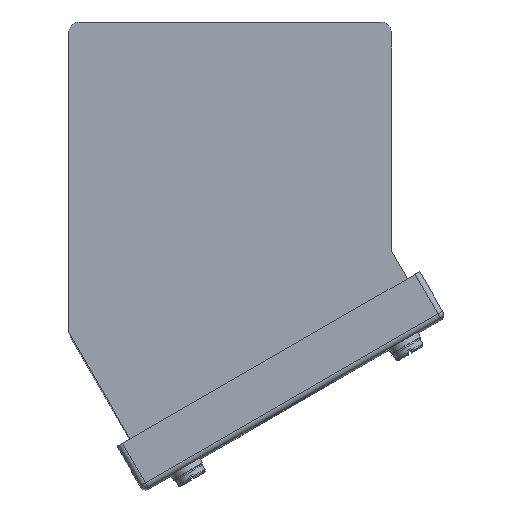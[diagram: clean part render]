
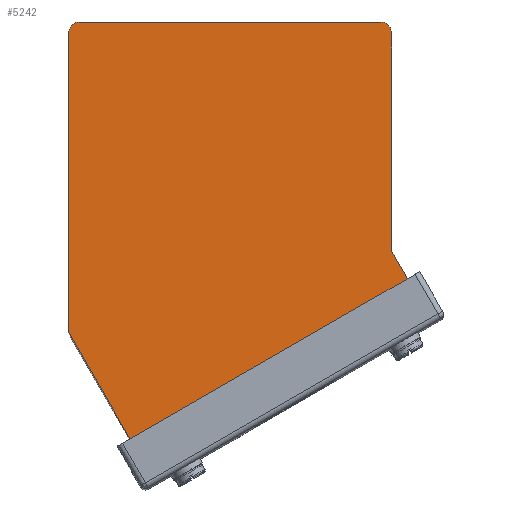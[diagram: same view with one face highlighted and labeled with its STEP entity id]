
A CAD part, top view. The second image highlights one B-rep face of the part: STEP entity #5242.
In plain terms, the highlighted planar face has unit normal (0, 0, 1).
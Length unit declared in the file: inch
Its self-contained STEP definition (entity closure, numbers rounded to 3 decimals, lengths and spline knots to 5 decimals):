
#33 = CARTESIAN_POINT ( 'NONE',  ( 2.71111, 4.81017, 0. ) ) ;
#153 = EDGE_CURVE ( 'NONE', #5389, #1904, #5791, .T. ) ;
#228 = DIRECTION ( 'NONE',  ( 0., 0., -1. ) ) ;
#345 = VECTOR ( 'NONE', #5605, 39.37008 ) ;
#731 = EDGE_CURVE ( 'NONE', #10613, #2026, #12942, .T. ) ;
#1082 = DIRECTION ( 'NONE',  ( 0., 0., -1. ) ) ;
#1199 = CIRCLE ( 'NONE', #5105, 0.12 ) ;
#1242 = AXIS2_PLACEMENT_3D ( 'NONE', #14471, #13251, #12023 ) ;
#1414 = EDGE_CURVE ( 'NONE', #3760, #2310, #10325, .T. ) ;
#1676 = DIRECTION ( 'NONE',  ( -1., 0., 0. ) ) ;
#1710 = CARTESIAN_POINT ( 'NONE',  ( 3.51392, 3.41966, 0. ) ) ;
#1857 = CARTESIAN_POINT ( 'NONE',  ( 3.53, 0.12, 0. ) ) ;
#1904 = VERTEX_POINT ( 'NONE', #13748 ) ;
#1922 = CARTESIAN_POINT ( 'NONE',  ( -0.06, 2.48422, 0. ) ) ;
#2018 = VERTEX_POINT ( 'NONE', #3501 ) ;
#2026 = VERTEX_POINT ( 'NONE', #13221 ) ;
#2195 = ORIENTED_EDGE ( 'NONE', *, *, #5695, .T. ) ;
#2310 = VERTEX_POINT ( 'NONE', #4952 ) ;
#2336 = VECTOR ( 'NONE', #7986, 39.37008 ) ;
#2512 = VECTOR ( 'NONE', #8588, 39.37008 ) ;
#2522 = ORIENTED_EDGE ( 'NONE', *, *, #731, .T. ) ;
#2610 = VERTEX_POINT ( 'NONE', #8726 ) ;
#3108 = DIRECTION ( 'NONE',  ( 0., -1., 0. ) ) ;
#3174 = ORIENTED_EDGE ( 'NONE', *, *, #12916, .F. ) ;
#3176 = DIRECTION ( 'NONE',  ( -1., 0., 0. ) ) ;
#3501 = CARTESIAN_POINT ( 'NONE',  ( 0.12, 0., 0. ) ) ;
#3760 = VERTEX_POINT ( 'NONE', #12976 ) ;
#3970 = LINE ( 'NONE', #12036, #2336 ) ;
#4050 = CARTESIAN_POINT ( 'NONE',  ( 3.41, 0.12, 0. ) ) ;
#4577 = ORIENTED_EDGE ( 'NONE', *, *, #6571, .T. ) ;
#4777 = CIRCLE ( 'NONE', #16161, 0.12 ) ;
#4860 = CIRCLE ( 'NONE', #1242, 0.12 ) ;
#4868 = CARTESIAN_POINT ( 'NONE',  ( -0.32195, 3.05793, 0. ) ) ;
#4939 = CARTESIAN_POINT ( 'NONE',  ( 2.54719, 4.85409, 0. ) ) ;
#4952 = CARTESIAN_POINT ( 'NONE',  ( 3.53, 3.35966, 0. ) ) ;
#5005 = AXIS2_PLACEMENT_3D ( 'NONE', #4050, #1082, #14316 ) ;
#5105 = AXIS2_PLACEMENT_3D ( 'NONE', #12330, #228, #13466 ) ;
#5141 = ORIENTED_EDGE ( 'NONE', *, *, #153, .T. ) ;
#5215 = VECTOR ( 'NONE', #11800, 39.37008 ) ;
#5242 = ADVANCED_FACE ( 'NONE', ( #9763 ), #13732, .T. ) ;
#5389 = VERTEX_POINT ( 'NONE', #4868 ) ;
#5605 = DIRECTION ( 'NONE',  ( 0., 1., 0. ) ) ;
#5630 = CIRCLE ( 'NONE', #5908, 0.06 ) ;
#5679 = DIRECTION ( 'NONE',  ( -1., 0., 0. ) ) ;
#5695 = EDGE_CURVE ( 'NONE', #3760, #7552, #13622, .T. ) ;
#5791 = LINE ( 'NONE', #16792, #12135 ) ;
#5908 = AXIS2_PLACEMENT_3D ( 'NONE', #1922, #7228, #5679 ) ;
#5924 = CARTESIAN_POINT ( 'NONE',  ( 3.41, 3.35966, 0. ) ) ;
#6046 = DIRECTION ( 'NONE',  ( 0., 0., -1. ) ) ;
#6337 = EDGE_LOOP ( 'NONE', ( #3174, #16574, #15962, #2195, #16497, #2522, #8821, #5141, #11652, #4577, #11958, #12705 ) ) ;
#6571 = EDGE_CURVE ( 'NONE', #7628, #2610, #16650, .T. ) ;
#6745 = EDGE_CURVE ( 'NONE', #10269, #2018, #3970, .T. ) ;
#6820 = CARTESIAN_POINT ( 'NONE',  ( 3.53, 3.35966, 0. ) ) ;
#7228 = DIRECTION ( 'NONE',  ( 0., 0., -1. ) ) ;
#7552 = VERTEX_POINT ( 'NONE', #33 ) ;
#7628 = VERTEX_POINT ( 'NONE', #17104 ) ;
#7882 = EDGE_CURVE ( 'NONE', #7552, #10613, #4860, .T. ) ;
#7986 = DIRECTION ( 'NONE',  ( -1., 0., 0. ) ) ;
#8588 = DIRECTION ( 'NONE',  ( -0.5, 0.866, 0. ) ) ;
#8609 = DIRECTION ( 'NONE',  ( -1., 0., 0. ) ) ;
#8726 = CARTESIAN_POINT ( 'NONE',  ( 0., 0.12, 0. ) ) ;
#8765 = CARTESIAN_POINT ( 'NONE',  ( 0., 3.35966, 0. ) ) ;
#8821 = ORIENTED_EDGE ( 'NONE', *, *, #15973, .T. ) ;
#9439 = LINE ( 'NONE', #6820, #345 ) ;
#9763 = FACE_OUTER_BOUND ( 'NONE', #6337, .T. ) ;
#10269 = VERTEX_POINT ( 'NONE', #13230 ) ;
#10325 = CIRCLE ( 'NONE', #14739, 0.12 ) ;
#10613 = VERTEX_POINT ( 'NONE', #4939 ) ;
#10685 = EDGE_CURVE ( 'NONE', #16113, #2310, #9439, .T. ) ;
#10955 = DIRECTION ( 'NONE',  ( 0., 0., 1. ) ) ;
#11171 = CARTESIAN_POINT ( 'NONE',  ( 3.41, 3.35966, 0. ) ) ;
#11342 = EDGE_CURVE ( 'NONE', #2018, #2610, #1199, .T. ) ;
#11652 = ORIENTED_EDGE ( 'NONE', *, *, #16316, .T. ) ;
#11800 = DIRECTION ( 'NONE',  ( -0.866, -0.5, 0. ) ) ;
#11958 = ORIENTED_EDGE ( 'NONE', *, *, #11342, .F. ) ;
#12023 = DIRECTION ( 'NONE',  ( -1., 0., 0. ) ) ;
#12036 = CARTESIAN_POINT ( 'NONE',  ( 3.41, 0., 0. ) ) ;
#12135 = VECTOR ( 'NONE', #15388, 39.37008 ) ;
#12330 = CARTESIAN_POINT ( 'NONE',  ( 0.12, 0.12, 0. ) ) ;
#12483 = CIRCLE ( 'NONE', #5005, 0.12 ) ;
#12705 = ORIENTED_EDGE ( 'NONE', *, *, #6745, .F. ) ;
#12916 = EDGE_CURVE ( 'NONE', #16113, #10269, #12483, .T. ) ;
#12942 = LINE ( 'NONE', #17112, #5215 ) ;
#12976 = CARTESIAN_POINT ( 'NONE',  ( 3.51392, 3.41966, 0. ) ) ;
#13221 = CARTESIAN_POINT ( 'NONE',  ( -0.27803, 3.22186, 0. ) ) ;
#13230 = CARTESIAN_POINT ( 'NONE',  ( 3.41, 0., 0. ) ) ;
#13251 = DIRECTION ( 'NONE',  ( 0., 0., 1. ) ) ;
#13466 = DIRECTION ( 'NONE',  ( -1., 0., 0. ) ) ;
#13622 = LINE ( 'NONE', #1710, #2512 ) ;
#13732 = PLANE ( 'NONE',  #16931 ) ;
#13748 = CARTESIAN_POINT ( 'NONE',  ( -0.00804, 2.51422, 0. ) ) ;
#14279 = VECTOR ( 'NONE', #3108, 39.37008 ) ;
#14316 = DIRECTION ( 'NONE',  ( -1., 0., 0. ) ) ;
#14471 = CARTESIAN_POINT ( 'NONE',  ( 2.60719, 4.75017, 0. ) ) ;
#14739 = AXIS2_PLACEMENT_3D ( 'NONE', #11171, #6046, #3176 ) ;
#15388 = DIRECTION ( 'NONE',  ( 0.5, -0.866, 0. ) ) ;
#15962 = ORIENTED_EDGE ( 'NONE', *, *, #1414, .F. ) ;
#15973 = EDGE_CURVE ( 'NONE', #2026, #5389, #4777, .T. ) ;
#16017 = CARTESIAN_POINT ( 'NONE',  ( -0.21803, 3.11793, 0. ) ) ;
#16113 = VERTEX_POINT ( 'NONE', #1857 ) ;
#16161 = AXIS2_PLACEMENT_3D ( 'NONE', #16017, #16200, #1676 ) ;
#16200 = DIRECTION ( 'NONE',  ( 0., 0., 1. ) ) ;
#16316 = EDGE_CURVE ( 'NONE', #1904, #7628, #5630, .T. ) ;
#16497 = ORIENTED_EDGE ( 'NONE', *, *, #7882, .T. ) ;
#16574 = ORIENTED_EDGE ( 'NONE', *, *, #10685, .T. ) ;
#16650 = LINE ( 'NONE', #8765, #14279 ) ;
#16792 = CARTESIAN_POINT ( 'NONE',  ( -0.32195, 3.05793, 0. ) ) ;
#16931 = AXIS2_PLACEMENT_3D ( 'NONE', #5924, #10955, #8609 ) ;
#17104 = CARTESIAN_POINT ( 'NONE',  ( 0., 2.48422, 0. ) ) ;
#17112 = CARTESIAN_POINT ( 'NONE',  ( 2.54719, 4.85409, 0. ) ) ;
